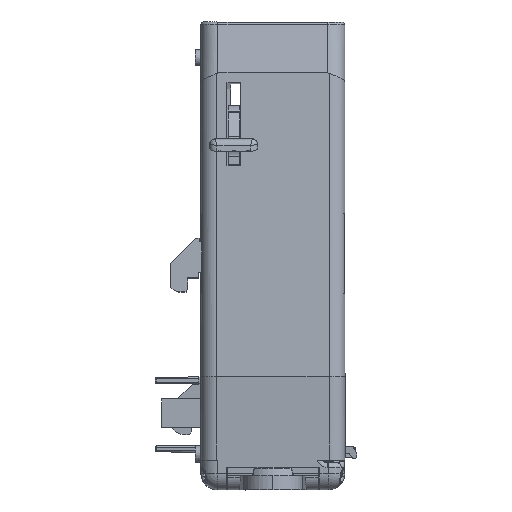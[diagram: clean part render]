
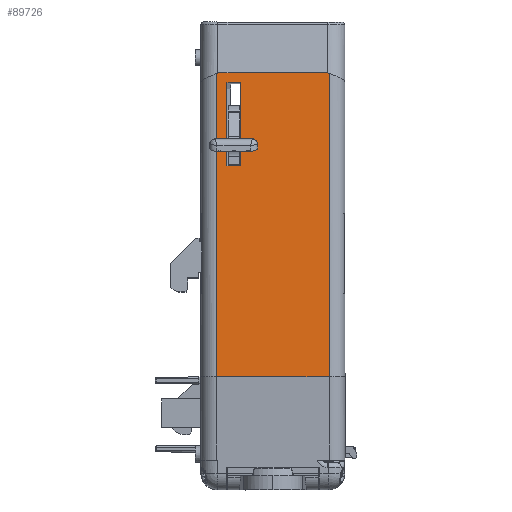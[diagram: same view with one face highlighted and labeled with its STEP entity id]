
A CAD part, front view. The second image highlights one B-rep face of the part: STEP entity #89726.
In plain terms, the highlighted planar face has unit normal (0, -0.999, 0.044).
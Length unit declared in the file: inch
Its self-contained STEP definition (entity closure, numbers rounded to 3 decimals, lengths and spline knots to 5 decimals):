
#1416 = LINE ( 'NONE', #51416, #176469 ) ;
#4471 = VERTEX_POINT ( 'NONE', #132323 ) ;
#4505 = ORIENTED_EDGE ( 'NONE', *, *, #135836, .T. ) ;
#4751 = DIRECTION ( 'NONE',  ( 0., -0.999, 0.044 ) ) ;
#10750 = EDGE_LOOP ( 'NONE', ( #67427, #162523, #4505, #35017 ) ) ;
#12189 = AXIS2_PLACEMENT_3D ( 'NONE', #99071, #4751, #58505 ) ;
#15619 = CARTESIAN_POINT ( 'NONE',  ( 0.50162, -1.84537, -0.2704 ) ) ;
#17236 = VERTEX_POINT ( 'NONE', #134455 ) ;
#17323 = EDGE_CURVE ( 'NONE', #112768, #38377, #83850, .T. ) ;
#17580 = DIRECTION ( 'NONE',  ( 1., 0., 0. ) ) ;
#20285 = ORIENTED_EDGE ( 'NONE', *, *, #17323, .T. ) ;
#20298 = VECTOR ( 'NONE', #17580, 39.37008 ) ;
#24395 = VERTEX_POINT ( 'NONE', #119265 ) ;
#32166 = FACE_BOUND ( 'NONE', #10750, .T. ) ;
#32182 = EDGE_CURVE ( 'NONE', #113483, #142642, #51203, .T. ) ;
#32944 = CARTESIAN_POINT ( 'NONE',  ( -0.27838, -1.84545, -0.27225 ) ) ;
#33294 = LINE ( 'NONE', #72760, #137967 ) ;
#35017 = ORIENTED_EDGE ( 'NONE', *, *, #75897, .T. ) ;
#35881 = CARTESIAN_POINT ( 'NONE',  ( -0.1115, -1.84826, -0.33664 ) ) ;
#37715 = EDGE_CURVE ( 'NONE', #38377, #4471, #52988, .T. ) ;
#38377 = VERTEX_POINT ( 'NONE', #156067 ) ;
#42537 = DIRECTION ( 'NONE',  ( 0., -0.044, -0.999 ) ) ;
#45351 = PLANE ( 'NONE',  #12189 ) ;
#46127 = EDGE_CURVE ( 'NONE', #4471, #17236, #1416, .T. ) ;
#47356 = DIRECTION ( 'NONE',  ( -1., 0., 0. ) ) ;
#49570 = LINE ( 'NONE', #107923, #53853 ) ;
#49872 = B_SPLINE_CURVE_WITH_KNOTS ( 'NONE', 3,
 ( #86926, #100671, #115015, #141290 ),
 .UNSPECIFIED., .F., .F.,
 ( 4, 4 ),
 ( 0., 1. ),
 .UNSPECIFIED. ) ;
#51203 = LINE ( 'NONE', #96797, #172950 ) ;
#51250 = DIRECTION ( 'NONE',  ( 0., 0.044, 0.999 ) ) ;
#51416 = CARTESIAN_POINT ( 'NONE',  ( 5.65427, -1.84537, -0.2704 ) ) ;
#52988 = B_SPLINE_CURVE_WITH_KNOTS ( 'NONE', 3,
 ( #87206, #170142, #129631, #75237 ),
 .UNSPECIFIED., .F., .F.,
 ( 4, 4 ),
 ( 0., 1. ),
 .UNSPECIFIED. ) ;
#53853 = VECTOR ( 'NONE', #51250, 39.37008 ) ;
#57446 = ORIENTED_EDGE ( 'NONE', *, *, #46127, .T. ) ;
#58505 = DIRECTION ( 'NONE',  ( 0., -0.044, -0.999 ) ) ;
#65229 = EDGE_CURVE ( 'NONE', #24395, #125427, #118604, .T. ) ;
#67427 = ORIENTED_EDGE ( 'NONE', *, *, #32182, .T. ) ;
#69041 = CARTESIAN_POINT ( 'NONE',  ( 0.50162, -1.93743, -2.379 ) ) ;
#71415 = EDGE_LOOP ( 'NONE', ( #111061, #20285, #88969, #57446, #79997, #121994 ) ) ;
#71535 = LINE ( 'NONE', #125691, #20298 ) ;
#72164 = CARTESIAN_POINT ( 'NONE',  ( -0.1115, -1.87354, -0.91565 ) ) ;
#72760 = CARTESIAN_POINT ( 'NONE',  ( 5.65427, -1.87354, -0.91565 ) ) ;
#75237 = CARTESIAN_POINT ( 'NONE',  ( 0.49351, -1.84537, -0.2704 ) ) ;
#75897 = EDGE_CURVE ( 'NONE', #135728, #113483, #71535, .T. ) ;
#77988 = CARTESIAN_POINT ( 'NONE',  ( -0.27838, -1.97175, -3.16491 ) ) ;
#79997 = ORIENTED_EDGE ( 'NONE', *, *, #172394, .F. ) ;
#83850 = LINE ( 'NONE', #15619, #141574 ) ;
#84712 = DIRECTION ( 'NONE',  ( -1., 0., 0. ) ) ;
#86926 = CARTESIAN_POINT ( 'NONE',  ( -0.27838, -1.84545, -0.27225 ) ) ;
#87206 = CARTESIAN_POINT ( 'NONE',  ( 0.50162, -1.84545, -0.27225 ) ) ;
#88969 = ORIENTED_EDGE ( 'NONE', *, *, #37715, .T. ) ;
#89726 = ADVANCED_FACE ( 'NONE', ( #175132, #32166 ), #45351, .T. ) ;
#96797 = CARTESIAN_POINT ( 'NONE',  ( -0.1115, -1.84537, -0.2704 ) ) ;
#98574 = DIRECTION ( 'NONE',  ( 0., 0.044, 0.999 ) ) ;
#99071 = CARTESIAN_POINT ( 'NONE',  ( 5.65427, -1.84537, -0.2704 ) ) ;
#100671 = CARTESIAN_POINT ( 'NONE',  ( -0.27568, -1.8454, -0.27102 ) ) ;
#103419 = LINE ( 'NONE', #171464, #135491 ) ;
#107486 = DIRECTION ( 'NONE',  ( -1., 0., 0. ) ) ;
#107923 = CARTESIAN_POINT ( 'NONE',  ( -0.2074, -1.84537, -0.2704 ) ) ;
#110035 = VECTOR ( 'NONE', #173484, 39.37008 ) ;
#111061 = ORIENTED_EDGE ( 'NONE', *, *, #148362, .F. ) ;
#112768 = VERTEX_POINT ( 'NONE', #69041 ) ;
#113483 = VERTEX_POINT ( 'NONE', #35881 ) ;
#115015 = CARTESIAN_POINT ( 'NONE',  ( -0.27297, -1.84537, -0.2704 ) ) ;
#118604 = LINE ( 'NONE', #77988, #110035 ) ;
#119265 = CARTESIAN_POINT ( 'NONE',  ( -0.27838, -1.93743, -2.379 ) ) ;
#121994 = ORIENTED_EDGE ( 'NONE', *, *, #65229, .F. ) ;
#125427 = VERTEX_POINT ( 'NONE', #32944 ) ;
#125691 = CARTESIAN_POINT ( 'NONE',  ( 5.65427, -1.84826, -0.33664 ) ) ;
#125990 = CARTESIAN_POINT ( 'NONE',  ( -0.2074, -1.87354, -0.91565 ) ) ;
#129631 = CARTESIAN_POINT ( 'NONE',  ( 0.49622, -1.84537, -0.2704 ) ) ;
#132323 = CARTESIAN_POINT ( 'NONE',  ( 0.49351, -1.84537, -0.2704 ) ) ;
#134455 = CARTESIAN_POINT ( 'NONE',  ( -0.27027, -1.84537, -0.2704 ) ) ;
#135491 = VECTOR ( 'NONE', #47356, 39.37008 ) ;
#135728 = VERTEX_POINT ( 'NONE', #159847 ) ;
#135836 = EDGE_CURVE ( 'NONE', #165689, #135728, #49570, .T. ) ;
#137967 = VECTOR ( 'NONE', #84712, 39.37008 ) ;
#141290 = CARTESIAN_POINT ( 'NONE',  ( -0.27027, -1.84537, -0.2704 ) ) ;
#141574 = VECTOR ( 'NONE', #98574, 39.37008 ) ;
#142642 = VERTEX_POINT ( 'NONE', #72164 ) ;
#142681 = EDGE_CURVE ( 'NONE', #142642, #165689, #33294, .T. ) ;
#148362 = EDGE_CURVE ( 'NONE', #112768, #24395, #103419, .T. ) ;
#156067 = CARTESIAN_POINT ( 'NONE',  ( 0.50162, -1.84545, -0.27225 ) ) ;
#159847 = CARTESIAN_POINT ( 'NONE',  ( -0.2074, -1.84826, -0.33664 ) ) ;
#162523 = ORIENTED_EDGE ( 'NONE', *, *, #142681, .T. ) ;
#165689 = VERTEX_POINT ( 'NONE', #125990 ) ;
#170142 = CARTESIAN_POINT ( 'NONE',  ( 0.49892, -1.8454, -0.27102 ) ) ;
#171464 = CARTESIAN_POINT ( 'NONE',  ( 0.61162, -1.93743, -2.379 ) ) ;
#172394 = EDGE_CURVE ( 'NONE', #125427, #17236, #49872, .T. ) ;
#172950 = VECTOR ( 'NONE', #42537, 39.37008 ) ;
#173484 = DIRECTION ( 'NONE',  ( 0., 0.044, 0.999 ) ) ;
#175132 = FACE_OUTER_BOUND ( 'NONE', #71415, .T. ) ;
#176469 = VECTOR ( 'NONE', #107486, 39.37008 ) ;
